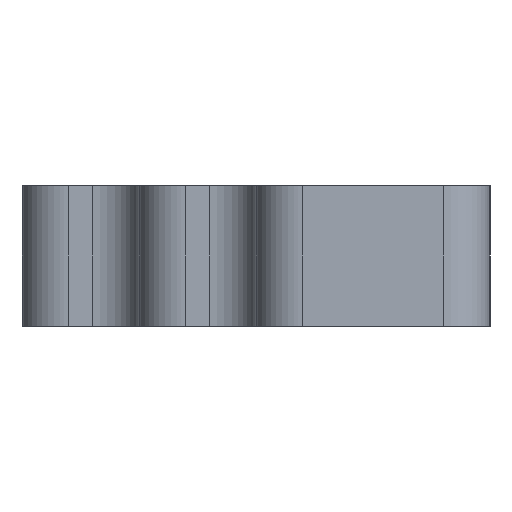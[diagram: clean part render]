
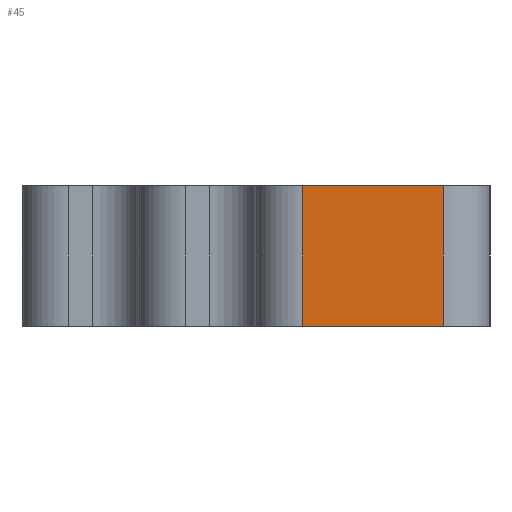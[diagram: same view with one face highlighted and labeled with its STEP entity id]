
A CAD part, left-side view. The second image highlights one B-rep face of the part: STEP entity #45.
In plain terms, the highlighted planar face has unit normal (-1, 0, 0).
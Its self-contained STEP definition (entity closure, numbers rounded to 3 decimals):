
#45=ADVANCED_FACE('',(#81),#612,.T.);
#81=FACE_OUTER_BOUND('',#117,.T.);
#117=EDGE_LOOP('',(#212,#213,#214,#215));
#212=ORIENTED_EDGE('',*,*,#398,.T.);
#213=ORIENTED_EDGE('',*,*,#399,.T.);
#214=ORIENTED_EDGE('',*,*,#400,.F.);
#215=ORIENTED_EDGE('',*,*,#396,.F.);
#396=EDGE_CURVE('',#582,#583,#503,.T.);
#398=EDGE_CURVE('',#582,#584,#442,.T.);
#399=EDGE_CURVE('',#584,#585,#443,.T.);
#400=EDGE_CURVE('',#583,#585,#444,.T.);
#442=B_SPLINE_CURVE_WITH_KNOTS('',1,(#1108,#1109),.UNSPECIFIED.,.F.,.F.,
(2,2),(59.387,62.387),.UNSPECIFIED.);
#443=B_SPLINE_CURVE_WITH_KNOTS('',1,(#1110,#1111),.UNSPECIFIED.,.F.,.F.,
(2,2),(0.,3.),.UNSPECIFIED.);
#444=B_SPLINE_CURVE_WITH_KNOTS('',1,(#1112,#1113),.UNSPECIFIED.,.F.,.F.,
(2,2),(59.387,62.387),.UNSPECIFIED.);
#503=(
BOUNDED_CURVE()
B_SPLINE_CURVE(1,(#1103,#1104),.UNSPECIFIED.,.F.,.F.)
B_SPLINE_CURVE_WITH_KNOTS((2,2),(0.,3.),.UNSPECIFIED.)
CURVE()
GEOMETRIC_REPRESENTATION_ITEM()
RATIONAL_B_SPLINE_CURVE((1.,1.))
REPRESENTATION_ITEM('')
);
#582=VERTEX_POINT('',#924);
#583=VERTEX_POINT('',#925);
#584=VERTEX_POINT('',#926);
#585=VERTEX_POINT('',#927);
#612=PLANE('',#668);
#668=AXIS2_PLACEMENT_3D('',#796,#675,$);
#675=DIRECTION('',(-1.,0.,0.));
#796=CARTESIAN_POINT('',(-27.5,-2.25,-1.5));
#924=CARTESIAN_POINT('',(-27.5,-2.25,-1.5));
#925=CARTESIAN_POINT('',(-27.5,-2.25,1.5));
#926=CARTESIAN_POINT('',(-27.5,-5.25,-1.5));
#927=CARTESIAN_POINT('',(-27.5,-5.25,1.5));
#1103=CARTESIAN_POINT('',(-27.5,-2.25,-1.5));
#1104=CARTESIAN_POINT('',(-27.5,-2.25,1.5));
#1108=CARTESIAN_POINT('',(-27.5,-2.25,-1.5));
#1109=CARTESIAN_POINT('',(-27.5,-5.25,-1.5));
#1110=CARTESIAN_POINT('',(-27.5,-5.25,-1.5));
#1111=CARTESIAN_POINT('',(-27.5,-5.25,1.5));
#1112=CARTESIAN_POINT('',(-27.5,-2.25,1.5));
#1113=CARTESIAN_POINT('',(-27.5,-5.25,1.5));
